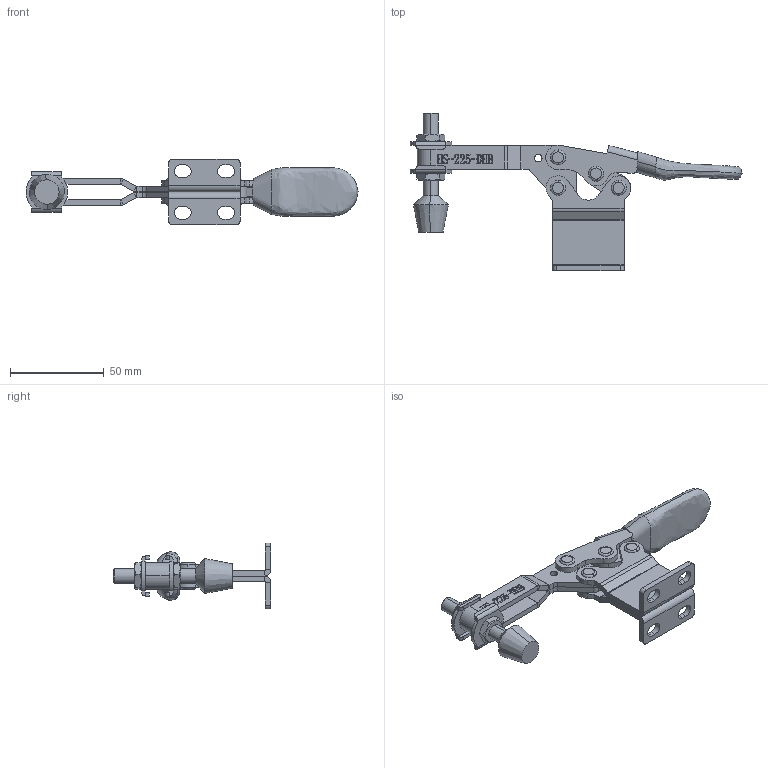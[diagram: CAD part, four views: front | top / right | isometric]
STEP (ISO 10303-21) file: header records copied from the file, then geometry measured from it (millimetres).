
FILE_DESCRIPTION (( 'STEP AP203' ), '1' );
FILE_NAME ('HS-225-DHB .STEP', '2019-10-15T01:34:41', ( '微软用户' ), ( '微软中国' ), 'SwSTEP 2.0', 'SolidWorks 2012', '' );
FILE_SCHEMA (( 'CONFIG_CONTROL_DESIGN' ));
Length unit declared in the file: millimetre
Products named in the file (11): HS-225-DHB ; FW-516; hex thin nuts-grades ab-chamfered gb_GB_FASTENER_NUT_STNAB M8-N; hexagon head bolts-full thread gb_GB_FASTENER_BOLT_STBAB A M8X55-C; 揤輸; 种; 揤參; 忒梟; 忒參; 蟀裝; 楊擘菁釱
Assembly tree (16 placements, depth 2):
  HS-225-DHB 
    楊擘菁釱  x2
    蟀裝
    忒參
    忒梟
    揤參
    种  x4
    揤輸
    hexagon head bolts-full thread gb_GB_FASTENER_BOLT_STBAB A M8X55-C
    hex thin nuts-grades ab-chamfered gb_GB_FASTENER_NUT_STNAB M8-N  x2
    FW-516  x2
Bounding box: 176.78 x 84.05 x 35 mm (x, y, z)
Volume: 46404.3 mm3; surface area: 33214 mm2
Topology: 16 solids, 16 shells, 816 faces, 2112 edges, 1362 vertices
Faces by surface type: plane 465, bspline 156, cylinder 149, cone 30, torus 16
Entity records: 33015 total; most frequent: CARTESIAN_POINT 15381, ORIENTED_EDGE 3662, DIRECTION 2858, EDGE_CURVE 1831, LINE 1212, VECTOR 1212, VERTEX_POINT 1188, AXIS2_PLACEMENT_3D 823
